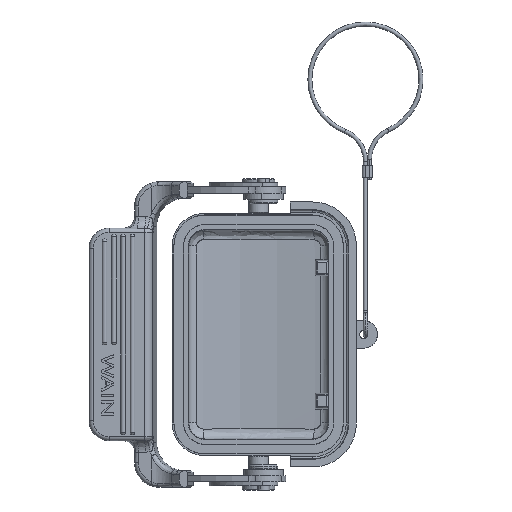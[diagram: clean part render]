
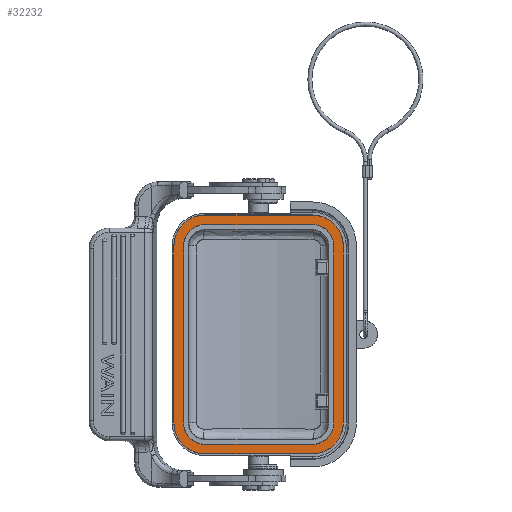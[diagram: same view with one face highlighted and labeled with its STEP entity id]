
A CAD part, front view. The second image highlights one B-rep face of the part: STEP entity #32232.
In plain terms, the highlighted planar face has unit normal (0, -1, 0).
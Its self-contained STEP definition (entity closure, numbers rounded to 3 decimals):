
#10534=DIRECTION('',(0.,0.,1.));
#10535=VECTOR('',#10534,43.8);
#10536=CARTESIAN_POINT('',(42.353,6.84,
-99.229));
#10537=LINE('',#10536,#10535);
#10538=CARTESIAN_POINT('',(34.703,6.84,
-99.229));
#10539=DIRECTION('',(0.,1.,0.));
#10540=DIRECTION('',(1.,0.,0.));
#10541=AXIS2_PLACEMENT_3D('',#10538,#10539,#10540);
#10543=CARTESIAN_POINT('',(8.103,6.84,
-99.229));
#10544=DIRECTION('',(0.,1.,0.));
#10545=DIRECTION('',(0.,0.,-1.));
#10546=AXIS2_PLACEMENT_3D('',#10543,#10544,#10545);
#10548=CARTESIAN_POINT('',(8.103,6.84,
-55.429));
#10549=DIRECTION('',(0.,1.,0.));
#10550=DIRECTION('',(-1.,0.,0.));
#10551=AXIS2_PLACEMENT_3D('',#10548,#10549,#10550);
#10553=CARTESIAN_POINT('',(34.703,6.84,
-55.429));
#10554=DIRECTION('',(0.,1.,0.));
#10555=DIRECTION('',(0.,0.,1.));
#10556=AXIS2_PLACEMENT_3D('',#10553,#10554,#10555);
#10558=DIRECTION('',(0.,0.,-1.));
#10559=VECTOR('',#10558,43.8);
#10560=CARTESIAN_POINT('',(2.803,6.84,
-55.429));
#10561=LINE('',#10560,#10559);
#10562=CARTESIAN_POINT('',(8.103,6.84,
-99.229));
#10563=DIRECTION('',(0.,-1.,0.));
#10564=DIRECTION('',(-1.,0.,0.));
#10565=AXIS2_PLACEMENT_3D('',#10562,#10563,#10564);
#10567=DIRECTION('',(1.,0.,0.));
#10568=VECTOR('',#10567,26.6);
#10569=CARTESIAN_POINT('',(8.103,6.84,
-104.529));
#10570=LINE('',#10569,#10568);
#10571=CARTESIAN_POINT('',(34.703,6.84,
-99.229));
#10572=DIRECTION('',(0.,-1.,0.));
#10573=DIRECTION('',(0.,0.,-1.));
#10574=AXIS2_PLACEMENT_3D('',#10571,#10572,#10573);
#10576=DIRECTION('',(0.,0.,1.));
#10577=VECTOR('',#10576,43.8);
#10578=CARTESIAN_POINT('',(40.003,6.84,
-99.229));
#10579=LINE('',#10578,#10577);
#10580=CARTESIAN_POINT('',(34.703,6.84,
-55.429));
#10581=DIRECTION('',(0.,-1.,0.));
#10582=DIRECTION('',(1.,0.,0.));
#10583=AXIS2_PLACEMENT_3D('',#10580,#10581,#10582);
#10585=DIRECTION('',(-1.,0.,0.));
#10586=VECTOR('',#10585,26.6);
#10587=CARTESIAN_POINT('',(34.703,6.84,
-50.129));
#10588=LINE('',#10587,#10586);
#10589=CARTESIAN_POINT('',(8.103,6.84,
-55.429));
#10590=DIRECTION('',(0.,-1.,0.));
#10591=DIRECTION('',(0.,0.,1.));
#10592=AXIS2_PLACEMENT_3D('',#10589,#10590,#10591);
#10598=DIRECTION('',(1.,0.,0.));
#10599=VECTOR('',#10598,26.6);
#10600=CARTESIAN_POINT('',(8.103,6.84,
-106.879));
#10601=LINE('',#10600,#10599);
#10614=DIRECTION('',(0.,0.,-1.));
#10615=VECTOR('',#10614,43.8);
#10616=CARTESIAN_POINT('',(0.452,6.84,
-55.429));
#10617=LINE('',#10616,#10615);
#10630=DIRECTION('',(-1.,0.,0.));
#10631=VECTOR('',#10630,26.6);
#10632=CARTESIAN_POINT('',(34.703,6.84,
-47.779));
#10633=LINE('',#10632,#10631);
#12085=CARTESIAN_POINT('',(34.703,6.84,
-50.129));
#12086=CARTESIAN_POINT('',(8.103,6.84,
-50.129));
#12087=VERTEX_POINT('',#12085);
#12088=VERTEX_POINT('',#12086);
#12089=CARTESIAN_POINT('',(2.803,6.84,
-55.429));
#12090=VERTEX_POINT('',#12089);
#12091=CARTESIAN_POINT('',(2.803,6.84,
-99.229));
#12092=VERTEX_POINT('',#12091);
#12093=CARTESIAN_POINT('',(8.103,6.84,
-104.529));
#12094=VERTEX_POINT('',#12093);
#12095=CARTESIAN_POINT('',(34.703,6.84,
-104.529));
#12096=VERTEX_POINT('',#12095);
#12097=CARTESIAN_POINT('',(40.003,6.84,
-99.229));
#12098=VERTEX_POINT('',#12097);
#12099=CARTESIAN_POINT('',(40.003,6.84,
-55.429));
#12100=VERTEX_POINT('',#12099);
#12101=CARTESIAN_POINT('',(42.353,6.84,
-99.229));
#12102=CARTESIAN_POINT('',(42.353,6.84,
-55.429));
#12103=VERTEX_POINT('',#12101);
#12104=VERTEX_POINT('',#12102);
#12105=CARTESIAN_POINT('',(34.703,6.84,
-106.879));
#12106=VERTEX_POINT('',#12105);
#12107=CARTESIAN_POINT('',(8.103,6.84,
-106.879));
#12108=VERTEX_POINT('',#12107);
#12109=CARTESIAN_POINT('',(0.452,6.84,
-99.229));
#12110=VERTEX_POINT('',#12109);
#12111=CARTESIAN_POINT('',(0.452,6.84,
-55.429));
#12112=VERTEX_POINT('',#12111);
#12113=CARTESIAN_POINT('',(8.103,6.84,
-47.779));
#12114=VERTEX_POINT('',#12113);
#12115=CARTESIAN_POINT('',(34.703,6.84,
-47.779));
#12116=VERTEX_POINT('',#12115);
#32193=CARTESIAN_POINT('',(21.403,6.84,
-77.329));
#32194=DIRECTION('',(0.,1.,0.));
#32195=DIRECTION('',(0.,0.,-1.));
#32196=AXIS2_PLACEMENT_3D('',#32193,#32194,#32195);
#32197=PLANE('',#32196);
#32198=ORIENTED_EDGE('',*,*,#32186,.F.);
#32199=ORIENTED_EDGE('',*,*,#32174,.T.);
#32201=ORIENTED_EDGE('',*,*,#32200,.F.);
#32203=ORIENTED_EDGE('',*,*,#32202,.T.);
#32205=ORIENTED_EDGE('',*,*,#32204,.F.);
#32207=ORIENTED_EDGE('',*,*,#32206,.T.);
#32209=ORIENTED_EDGE('',*,*,#32208,.F.);
#32211=ORIENTED_EDGE('',*,*,#32210,.T.);
#32212=EDGE_LOOP('',(#32198,#32199,#32201,#32203,#32205,#32207,#32209,#32211));
#32213=FACE_OUTER_BOUND('',#32212,.F.);
#32215=ORIENTED_EDGE('',*,*,#32214,.T.);
#32217=ORIENTED_EDGE('',*,*,#32216,.T.);
#32219=ORIENTED_EDGE('',*,*,#32218,.T.);
#32221=ORIENTED_EDGE('',*,*,#32220,.T.);
#32223=ORIENTED_EDGE('',*,*,#32222,.T.);
#32225=ORIENTED_EDGE('',*,*,#32224,.T.);
#32227=ORIENTED_EDGE('',*,*,#32226,.T.);
#32229=ORIENTED_EDGE('',*,*,#32228,.T.);
#32230=EDGE_LOOP('',(#32215,#32217,#32219,#32221,#32223,#32225,#32227,#32229));
#32231=FACE_BOUND('',#32230,.F.);
#10542=CIRCLE('',#10541,7.65);
#10547=CIRCLE('',#10546,7.65);
#10552=CIRCLE('',#10551,7.65);
#10557=CIRCLE('',#10556,7.65);
#10566=CIRCLE('',#10565,5.3);
#10575=CIRCLE('',#10574,5.3);
#10584=CIRCLE('',#10583,5.3);
#10593=CIRCLE('',#10592,5.3);
#32174=EDGE_CURVE('',#12103,#12106,#10542,.T.);
#32186=EDGE_CURVE('',#12103,#12104,#10537,.T.);
#32200=EDGE_CURVE('',#12108,#12106,#10601,.T.);
#32202=EDGE_CURVE('',#12108,#12110,#10547,.T.);
#32204=EDGE_CURVE('',#12112,#12110,#10617,.T.);
#32206=EDGE_CURVE('',#12112,#12114,#10552,.T.);
#32208=EDGE_CURVE('',#12116,#12114,#10633,.T.);
#32210=EDGE_CURVE('',#12116,#12104,#10557,.T.);
#32214=EDGE_CURVE('',#12090,#12092,#10561,.T.);
#32216=EDGE_CURVE('',#12092,#12094,#10566,.T.);
#32218=EDGE_CURVE('',#12094,#12096,#10570,.T.);
#32220=EDGE_CURVE('',#12096,#12098,#10575,.T.);
#32222=EDGE_CURVE('',#12098,#12100,#10579,.T.);
#32224=EDGE_CURVE('',#12100,#12087,#10584,.T.);
#32226=EDGE_CURVE('',#12087,#12088,#10588,.T.);
#32228=EDGE_CURVE('',#12088,#12090,#10593,.T.);
#32232=ADVANCED_FACE('',(#32213,#32231),#32197,.F.);
